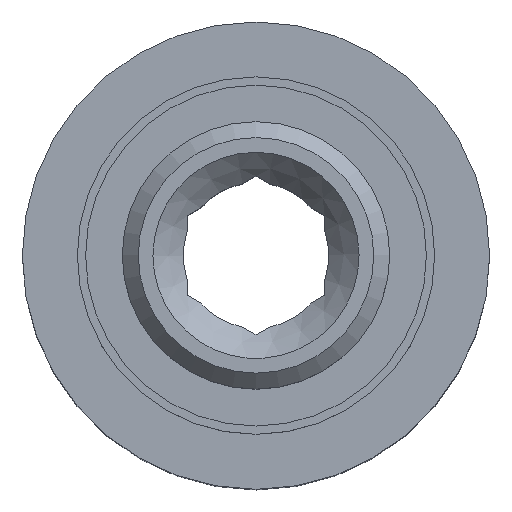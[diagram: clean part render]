
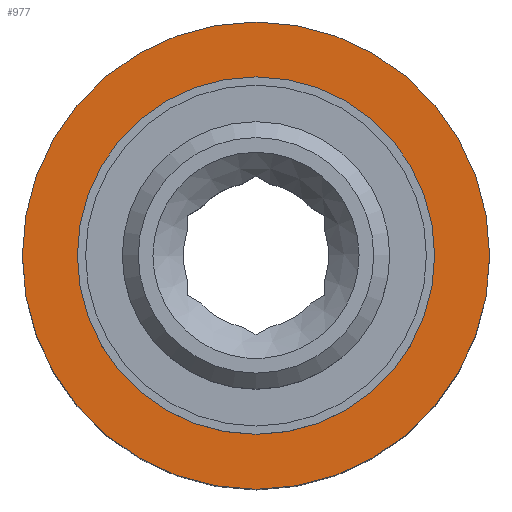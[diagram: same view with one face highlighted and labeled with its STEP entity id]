
A CAD part, top view. The second image highlights one B-rep face of the part: STEP entity #977.
In plain terms, the highlighted planar face has unit normal (0, 0, 1).
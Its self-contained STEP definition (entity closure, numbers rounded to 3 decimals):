
#42=PLANE('',#1039);
#73=CIRCLE('',#1040,8.5);
#74=CIRCLE('',#1041,6.2);
#123=ORIENTED_EDGE('',*,*,#287,.F.);
#124=ORIENTED_EDGE('',*,*,#288,.T.);
#287=EDGE_CURVE('',#369,#369,#73,.T.);
#288=EDGE_CURVE('',#370,#370,#74,.T.);
#369=VERTEX_POINT('',#1365);
#370=VERTEX_POINT('',#1367);
#478=EDGE_LOOP('',(#123));
#479=EDGE_LOOP('',(#124));
#554=FACE_BOUND('',#478,.T.);
#555=FACE_BOUND('',#479,.T.);
#977=ADVANCED_FACE('',(#554,#555),#42,.F.);
#1039=AXIS2_PLACEMENT_3D('',#1363,#1153,#1154);
#1040=AXIS2_PLACEMENT_3D('',#1364,#1155,#1156);
#1041=AXIS2_PLACEMENT_3D('',#1366,#1157,#1158);
#1153=DIRECTION('',(0.,0.,-1.));
#1154=DIRECTION('',(-1.,0.,0.));
#1155=DIRECTION('',(0.,0.,-1.));
#1156=DIRECTION('',(-1.,0.,0.));
#1157=DIRECTION('',(0.,0.,-1.));
#1158=DIRECTION('',(-1.,0.,0.));
#1363=CARTESIAN_POINT('',(0.,0.,-1.9));
#1364=CARTESIAN_POINT('',(0.,0.,-1.9));
#1365=CARTESIAN_POINT('',(-8.5,0.,-1.9));
#1366=CARTESIAN_POINT('',(0.,0.,-1.9));
#1367=CARTESIAN_POINT('',(-6.2,0.,-1.9));
